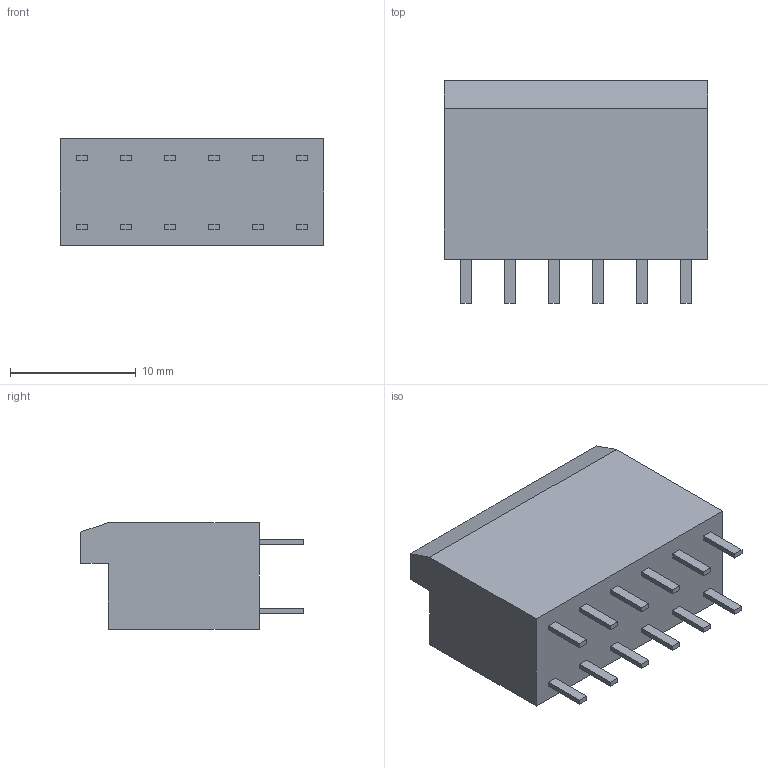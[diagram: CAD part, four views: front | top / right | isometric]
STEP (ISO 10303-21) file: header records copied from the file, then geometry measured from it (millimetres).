
FILE_DESCRIPTION (( 'STEP AP203' ), '1' );
FILE_NAME ('AST2130602.STEP', '2022-04-29T04:47:12', ( '' ), ( '' ), 'SwSTEP 2.0', 'SolidWorks 2021', '' );
FILE_SCHEMA (( 'CONFIG_CONTROL_DESIGN' ));
Length unit declared in the file: millimetre
Products named in the file (3): AST2130602; Pin; Shell
Assembly tree (13 placements, depth 2):
  AST2130602
    Shell
    Pin  x12
Bounding box: 21 x 17.7 x 8.5 mm (x, y, z)
Volume: 2262.9 mm3; surface area: 1822.2 mm2
Topology: 13 solids, 13 shells, 129 faces, 309 edges, 206 vertices
Faces by surface type: plane 129
Entity records: 2696 total; most frequent: CARTESIAN_POINT 374, ORIENTED_EDGE 354, DIRECTION 335, EDGE_CURVE 177, VECTOR 177, LINE 177, VERTEX_POINT 118, EDGE_LOOP 87
